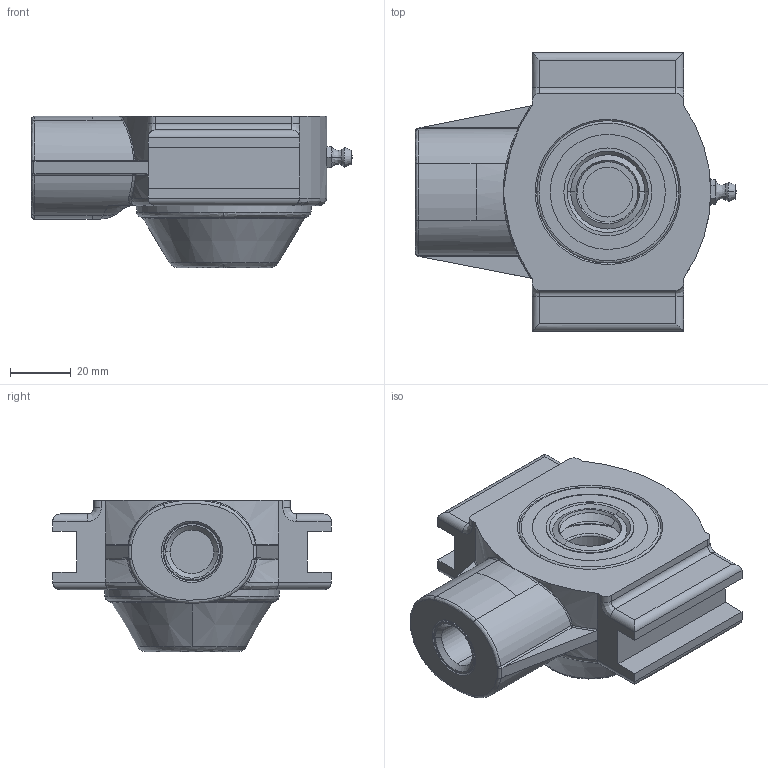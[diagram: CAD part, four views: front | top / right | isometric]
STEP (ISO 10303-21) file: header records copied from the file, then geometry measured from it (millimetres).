
FILE_DESCRIPTION (( 'STEP AP214' ), '1' );
FILE_NAME ('Rexnord-UCT 204 C-666952.STEP', '2023-07-13T13:13:07', ( '' ), ( '' ), 'SwSTEP 2.0', 'SolidWorks 2022', '' );
FILE_SCHEMA (( 'AUTOMOTIVE_DESIGN' ));
Length unit declared in the file: millimetre
Products named in the file (2): Rexnord-UCT 204 C-666952; Rexnord-UCT 204 C-666952_20_CLOSE
Assembly tree (1 placements, depth 2):
  Rexnord-UCT 204 C-666952
    Rexnord-UCT 204 C-666952_20_CLOSE
Bounding box: 106 x 92 x 50.03 mm (x, y, z)
Surface area: 49684.7 mm2 (no closed solid volume)
Topology: 0 solids, 6 shells, 539 faces, 1311 edges, 798 vertices
Faces by surface type: plane 288, cylinder 92, bspline 89, cone 70
Entity records: 22227 total; most frequent: CARTESIAN_POINT 9241, ORIENTED_EDGE 2594, DIRECTION 1970, EDGE_CURVE 1301, AXIS2_PLACEMENT_3D 810, VERTEX_POINT 798, EDGE_LOOP 573, ADVANCED_FACE 539
